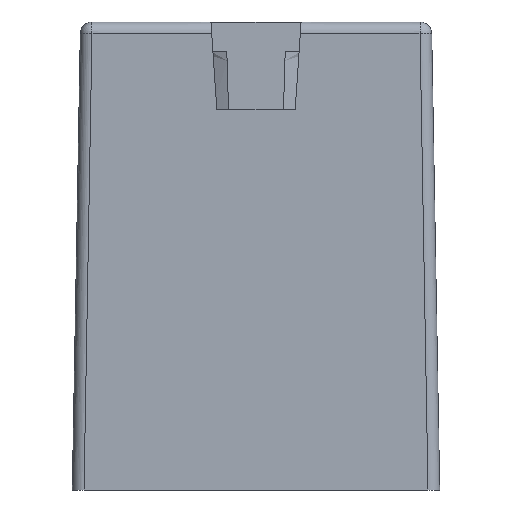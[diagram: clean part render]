
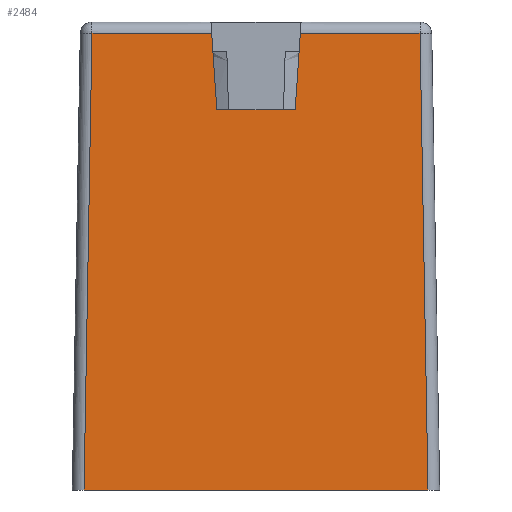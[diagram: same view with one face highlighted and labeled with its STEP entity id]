
A CAD part, left-side view. The second image highlights one B-rep face of the part: STEP entity #2484.
In plain terms, the highlighted planar face has unit normal (-1, 0, 0.018).
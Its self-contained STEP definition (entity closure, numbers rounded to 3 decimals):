
#25=CARTESIAN_POINT('',(-1.57,1.47,0.));
#33=DIRECTION('',(0.,-1.,0.));
#34=VECTOR('',#33,2.94);
#35=CARTESIAN_POINT('',(-1.57,1.47,0.));
#36=LINE('',#35,#34);
#43=CARTESIAN_POINT('',(-1.57,-1.47,0.));
#665=DIRECTION('',(0.,-1.,0.));
#666=VECTOR('',#665,0.67);
#667=CARTESIAN_POINT('',(-1.513,0.335,3.25));
#668=LINE('',#667,#666);
#669=DIRECTION('',(-0.017,0.067,-0.998));
#670=VECTOR('',#669,0.653);
#671=CARTESIAN_POINT('',(-1.502,-0.378,
3.902));
#672=LINE('',#671,#670);
#673=DIRECTION('',(0.,-1.,0.));
#674=VECTOR('',#673,1.023);
#675=CARTESIAN_POINT('',(-1.502,-0.378,
3.902));
#676=LINE('',#675,#674);
#677=DIRECTION('',(-0.017,-0.017,-1.));
#678=VECTOR('',#677,3.903);
#679=CARTESIAN_POINT('',(-1.502,-1.402,3.902));
#680=LINE('',#679,#678);
#681=DIRECTION('',(-0.017,0.017,-1.));
#682=VECTOR('',#681,3.903);
#683=CARTESIAN_POINT('',(-1.502,1.402,3.902));
#684=LINE('',#683,#682);
#685=DIRECTION('',(0.,-1.,0.));
#686=VECTOR('',#685,1.023);
#687=CARTESIAN_POINT('',(-1.502,1.402,3.902));
#688=LINE('',#687,#686);
#689=DIRECTION('',(-0.017,-0.067,-0.998));
#690=VECTOR('',#689,0.653);
#691=CARTESIAN_POINT('',(-1.502,0.378,3.902));
#692=LINE('',#691,#690);
#1421=VERTEX_POINT('',#43);
#1422=CARTESIAN_POINT('',(-1.502,-1.402,
3.902));
#1423=VERTEX_POINT('',#1422);
#1426=VERTEX_POINT('',#25);
#1430=CARTESIAN_POINT('',(-1.502,1.402,3.902));
#1431=VERTEX_POINT('',#1430);
#1494=CARTESIAN_POINT('',(-1.513,0.335,3.25));
#1495=CARTESIAN_POINT('',(-1.513,-0.335,3.25));
#1496=VERTEX_POINT('',#1494);
#1497=VERTEX_POINT('',#1495);
#1498=CARTESIAN_POINT('',(-1.502,-0.378,
3.902));
#1499=VERTEX_POINT('',#1498);
#1500=CARTESIAN_POINT('',(-1.502,0.378,
3.902));
#1501=VERTEX_POINT('',#1500);
#2466=CARTESIAN_POINT('',(-1.535,0.,2.));
#2467=DIRECTION('',(-1.,0.,0.017));
#2468=DIRECTION('',(0.,-1.,0.));
#2469=AXIS2_PLACEMENT_3D('',#2466,#2467,#2468);
#2470=PLANE('',#2469);
#2472=ORIENTED_EDGE('',*,*,#2471,.T.);
#2473=ORIENTED_EDGE('',*,*,#2453,.F.);
#2474=ORIENTED_EDGE('',*,*,#2427,.T.);
#2476=ORIENTED_EDGE('',*,*,#2475,.T.);
#2477=ORIENTED_EDGE('',*,*,#1720,.F.);
#2478=ORIENTED_EDGE('',*,*,#2400,.F.);
#2479=ORIENTED_EDGE('',*,*,#2439,.T.);
#2481=ORIENTED_EDGE('',*,*,#2480,.T.);
#2482=EDGE_LOOP('',(#2472,#2473,#2474,#2476,#2477,#2478,#2479,#2481));
#2483=FACE_OUTER_BOUND('',#2482,.F.);
#2484=ADVANCED_FACE('',(#2483),#2470,.T.);
#1720=EDGE_CURVE('',#1426,#1421,#36,.T.);
#2400=EDGE_CURVE('',#1431,#1426,#684,.T.);
#2427=EDGE_CURVE('',#1499,#1423,#676,.T.);
#2439=EDGE_CURVE('',#1431,#1501,#688,.T.);
#2453=EDGE_CURVE('',#1499,#1497,#672,.T.);
#2471=EDGE_CURVE('',#1496,#1497,#668,.T.);
#2475=EDGE_CURVE('',#1423,#1421,#680,.T.);
#2480=EDGE_CURVE('',#1501,#1496,#692,.T.);
